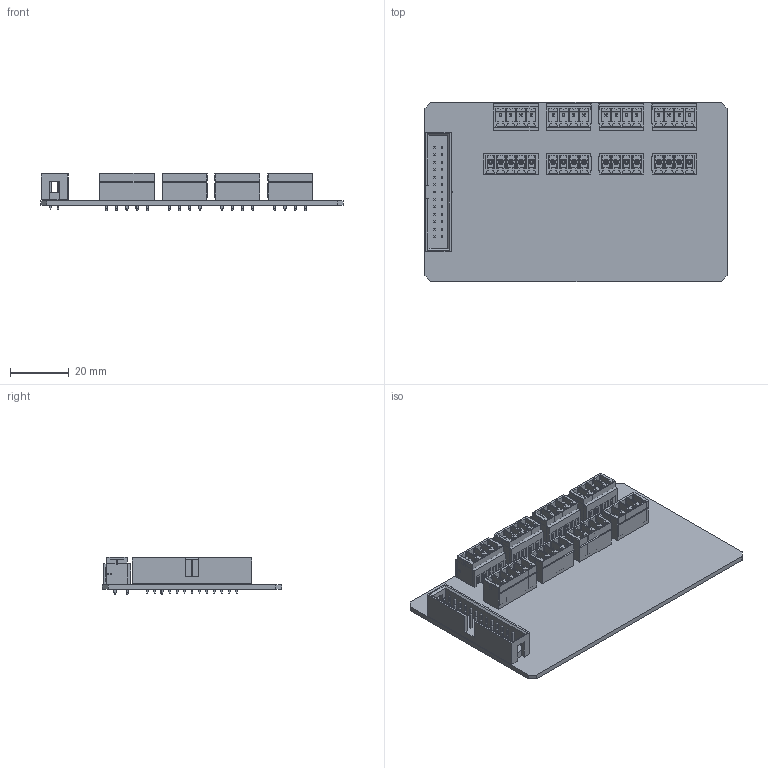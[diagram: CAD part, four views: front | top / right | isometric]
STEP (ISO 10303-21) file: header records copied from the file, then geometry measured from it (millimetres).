
FILE_DESCRIPTION(('Open CASCADE Model'),'2;1');
FILE_NAME('Open CASCADE Shape Model','2020-03-22T13:33:31',('Author'),( 'Open CASCADE'),'Open CASCADE STEP processor 6.8','Open CASCADE 6.8' ,'Unknown');
FILE_SCHEMA(('AUTOMOTIVE_DESIGN { 1 0 10303 214 1 1 1 1 }'));
Length unit declared in the file: millimetre
Products named in the file (27): PCB; Board; P8b; 691321100004; 6913211000xx_PIN; P7b; P6b; P5b; 691321100005; P4b; P3b; P2b; P1b; DB25; 61202621621; 6120xx21621_PIN; P4; 691322110004; 6913221100xx_PIN; P3; P2; P1
Assembly tree (70 placements, depth 4):
  PCB
    Board
    P8b
      691321100004
        6913211000xx_PIN  x4
        691321100004
    P7b
      691321100004
        6913211000xx_PIN  x4
        691321100004
    P6b
      691321100004
        6913211000xx_PIN  x4
        691321100004
    P5b
      691321100005
        6913211000xx_PIN  x5
        691321100005
    P4b
      691321100004
        6913211000xx_PIN  x4
        691321100004
    P3b
      691321100004
        6913211000xx_PIN  x4
        691321100004
    P2b
      691321100004
        6913211000xx_PIN  x4
        691321100004
    P1b
      691321100004
        6913211000xx_PIN  x4
        691321100004
    DB25
      61202621621
        6120xx21621_PIN  x26
        61202621621
    P4
      691322110004
        6913221100xx_PIN  x4
        691322110004
    P3
      691322110004
        6913221100xx_PIN  x4
        691322110004
    P2
      691322110004
        6913221100xx_PIN  x4
        691322110004
    P1
      691322110004
        6913221100xx_PIN  x4
        691322110004
Bounding box: 103.15 x 61.15 x 12.7 mm (x, y, z)
Volume: 17669 mm3; surface area: 35321 mm2
Topology: 89 solids, 89 shells, 3666 faces, 9507 edges, 6070 vertices
Faces by surface type: plane 3474, cylinder 143, torus 49
Full cylindrical faces by diameter (mm): 0.85 x6, 1.8 x49
Entity records: 36190 total; most frequent: CARTESIAN_POINT 5272, ORIENTED_EDGE 5084, DIRECTION 4648, EDGE_CURVE 2542, LINE 2384, VECTOR 2384, VERTEX_POINT 1640, AXIS2_PLACEMENT_3D 1132
